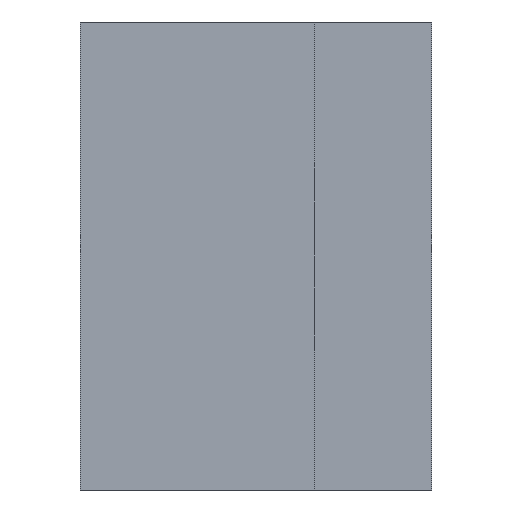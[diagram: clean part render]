
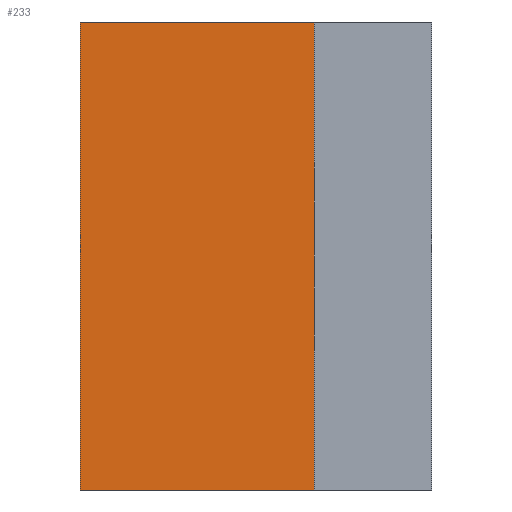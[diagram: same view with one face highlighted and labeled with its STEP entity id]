
A CAD part, left-side view. The second image highlights one B-rep face of the part: STEP entity #233.
In plain terms, the highlighted planar face has unit normal (-1, 0, 0).
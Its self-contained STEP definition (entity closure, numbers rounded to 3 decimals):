
#146=CARTESIAN_POINT('Vertex',(-25.,0.,4.)) ;
#149=CARTESIAN_POINT('Line Origine',(-25.,-2.,4.)) ;
#153=CARTESIAN_POINT('Vertex',(-25.,-4.,4.)) ;
#203=CARTESIAN_POINT('Axis2P3D Location',(-25.,0.,-4.)) ;
#208=CARTESIAN_POINT('Line Origine',(-25.,-4.,0.)) ;
#212=CARTESIAN_POINT('Vertex',(-25.,-4.,-4.)) ;
#215=CARTESIAN_POINT('Line Origine',(-25.,0.,0.)) ;
#219=CARTESIAN_POINT('Vertex',(-25.,0.,-4.)) ;
#222=CARTESIAN_POINT('Line Origine',(-25.,-2.,-4.)) ;
#150=DIRECTION('Vector Direction',(0.,-1.,0.)) ;
#204=DIRECTION('Axis2P3D Direction',(1.,0.,-0.)) ;
#205=DIRECTION('Axis2P3D XDirection',(0.,0.,1.)) ;
#209=DIRECTION('Vector Direction',(0.,0.,-1.)) ;
#216=DIRECTION('Vector Direction',(0.,0.,1.)) ;
#223=DIRECTION('Vector Direction',(0.,-1.,0.)) ;
#206=AXIS2_PLACEMENT_3D('Plane Axis2P3D',#203,#204,#205) ;
#228=ORIENTED_EDGE('',*,*,#214,.F.) ;
#229=ORIENTED_EDGE('',*,*,#155,.F.) ;
#230=ORIENTED_EDGE('',*,*,#221,.F.) ;
#231=ORIENTED_EDGE('',*,*,#226,.T.) ;
#151=VECTOR('Line Direction',#150,1.) ;
#210=VECTOR('Line Direction',#209,1.) ;
#217=VECTOR('Line Direction',#216,1.) ;
#224=VECTOR('Line Direction',#223,1.) ;
#233=ADVANCED_FACE('PartBody',(#232),#207,.F.) ;
#155=EDGE_CURVE('',#147,#154,#152,.T.) ;
#214=EDGE_CURVE('',#154,#213,#211,.T.) ;
#221=EDGE_CURVE('',#220,#147,#218,.T.) ;
#226=EDGE_CURVE('',#220,#213,#225,.T.) ;
#227=EDGE_LOOP('',(#228,#229,#230,#231)) ;
#232=FACE_OUTER_BOUND('',#227,.T.) ;
#152=LINE('Line',#149,#151) ;
#211=LINE('Line',#208,#210) ;
#218=LINE('Line',#215,#217) ;
#225=LINE('Line',#222,#224) ;
#207=PLANE('',#206) ;
#147=VERTEX_POINT('',#146) ;
#154=VERTEX_POINT('',#153) ;
#213=VERTEX_POINT('',#212) ;
#220=VERTEX_POINT('',#219) ;
